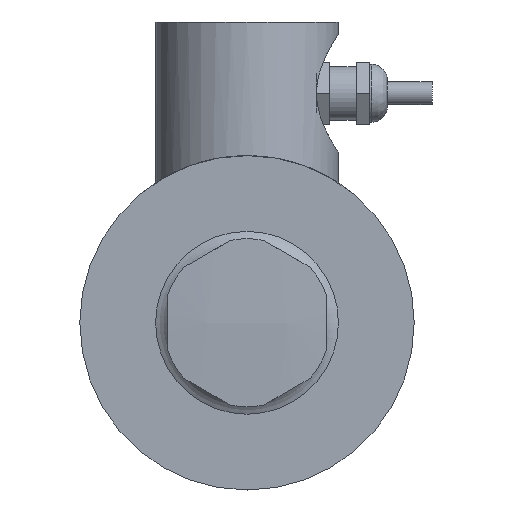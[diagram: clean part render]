
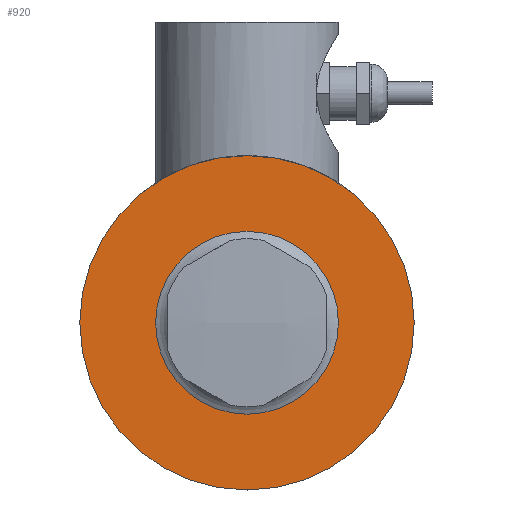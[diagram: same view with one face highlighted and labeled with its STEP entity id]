
A CAD part, front view. The second image highlights one B-rep face of the part: STEP entity #920.
In plain terms, the highlighted planar face has unit normal (0, -1, 0).
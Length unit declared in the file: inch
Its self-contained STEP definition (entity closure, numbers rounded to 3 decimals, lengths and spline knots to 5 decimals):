
#48=FACE_BOUND('',#196,.T.);
#79=PLANE('',#1045);
#131=FACE_OUTER_BOUND('',#195,.T.);
#195=EDGE_LOOP('',(#837,#838));
#196=EDGE_LOOP('',(#839,#840));
#375=CIRCLE('',#1043,1.47638);
#376=CIRCLE('',#1044,1.47638);
#377=CIRCLE('',#1046,0.80709);
#378=CIRCLE('',#1047,0.80709);
#464=VERTEX_POINT('',#1820);
#465=VERTEX_POINT('',#1821);
#466=VERTEX_POINT('',#1826);
#467=VERTEX_POINT('',#1827);
#590=EDGE_CURVE('',#464,#465,#375,.T.);
#591=EDGE_CURVE('',#465,#464,#376,.T.);
#593=EDGE_CURVE('',#466,#467,#377,.T.);
#594=EDGE_CURVE('',#467,#466,#378,.T.);
#837=ORIENTED_EDGE('',*,*,#590,.T.);
#838=ORIENTED_EDGE('',*,*,#591,.T.);
#839=ORIENTED_EDGE('',*,*,#593,.F.);
#840=ORIENTED_EDGE('',*,*,#594,.F.);
#920=ADVANCED_FACE('',(#131,#48),#79,.T.);
#1043=AXIS2_PLACEMENT_3D('',#1822,#1322,#1323);
#1044=AXIS2_PLACEMENT_3D('',#1823,#1324,#1325);
#1045=AXIS2_PLACEMENT_3D('',#1825,#1327,#1328);
#1046=AXIS2_PLACEMENT_3D('',#1828,#1329,#1330);
#1047=AXIS2_PLACEMENT_3D('',#1829,#1331,#1332);
#1322=DIRECTION('center_axis',(0.,-1.,0.));
#1323=DIRECTION('ref_axis',(1.,0.,0.));
#1324=DIRECTION('center_axis',(0.,-1.,0.));
#1325=DIRECTION('ref_axis',(1.,0.,0.));
#1327=DIRECTION('center_axis',(0.,-1.,0.));
#1328=DIRECTION('ref_axis',(0.,0.,-1.));
#1329=DIRECTION('center_axis',(0.,-1.,0.));
#1330=DIRECTION('ref_axis',(1.,0.,0.));
#1331=DIRECTION('center_axis',(0.,-1.,0.));
#1332=DIRECTION('ref_axis',(1.,0.,0.));
#1820=CARTESIAN_POINT('',(1.47638,2.43,0.));
#1821=CARTESIAN_POINT('',(-1.47638,2.43,0.));
#1822=CARTESIAN_POINT('Origin',(0.,2.43,0.));
#1823=CARTESIAN_POINT('Origin',(0.,2.43,0.));
#1825=CARTESIAN_POINT('Origin',(0.80709,2.43,0.));
#1826=CARTESIAN_POINT('',(0.80709,2.43,0.));
#1827=CARTESIAN_POINT('',(-0.80709,2.43,0.));
#1828=CARTESIAN_POINT('Origin',(0.,2.43,0.));
#1829=CARTESIAN_POINT('Origin',(0.,2.43,0.));
